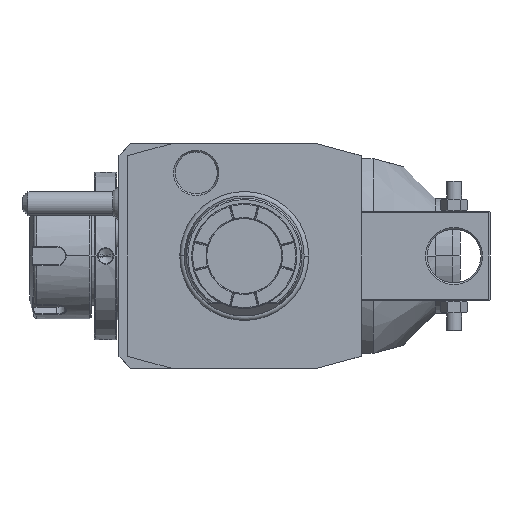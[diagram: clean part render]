
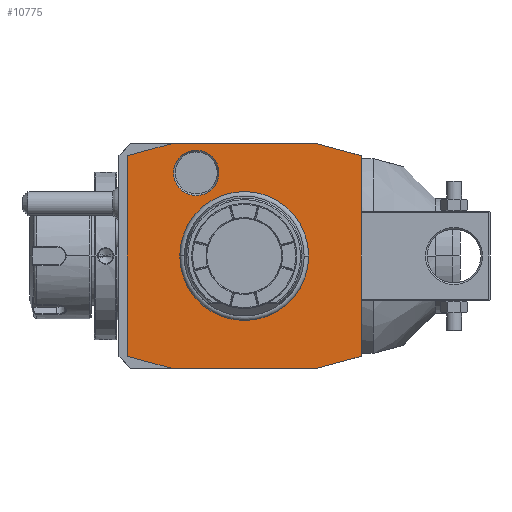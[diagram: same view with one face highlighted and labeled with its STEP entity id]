
A CAD part, front view. The second image highlights one B-rep face of the part: STEP entity #10775.
In plain terms, the highlighted planar face has unit normal (0, -1, 0).
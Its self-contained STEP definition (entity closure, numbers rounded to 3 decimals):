
#1=DIRECTION('',(-0.966,0.,0.259));
#2=VECTOR('',#1,15.529);
#3=CARTESIAN_POINT('',(39.,0.,33.481));
#4=LINE('',#3,#2);
#5=DIRECTION('',(0.,0.,1.));
#6=VECTOR('',#5,66.962);
#7=CARTESIAN_POINT('',(39.,0.,-33.481));
#8=LINE('',#7,#6);
#9=DIRECTION('',(0.966,0.,0.259));
#10=VECTOR('',#9,15.529);
#11=CARTESIAN_POINT('',(24.,0.,-37.5));
#12=LINE('',#11,#10);
#13=DIRECTION('',(1.,0.,0.));
#14=VECTOR('',#13,48.);
#15=CARTESIAN_POINT('',(-24.,0.,-37.5));
#16=LINE('',#15,#14);
#17=DIRECTION('',(0.966,0.,-0.259));
#18=VECTOR('',#17,15.529);
#19=CARTESIAN_POINT('',(-39.,0.,-33.481));
#20=LINE('',#19,#18);
#21=DIRECTION('',(0.,0.,-1.));
#22=VECTOR('',#21,66.962);
#23=CARTESIAN_POINT('',(-39.,0.,33.481));
#24=LINE('',#23,#22);
#25=DIRECTION('',(-0.966,0.,-0.259));
#26=VECTOR('',#25,15.529);
#27=CARTESIAN_POINT('',(-24.,0.,37.5));
#28=LINE('',#27,#26);
#29=DIRECTION('',(-1.,0.,0.));
#30=VECTOR('',#29,48.);
#31=CARTESIAN_POINT('',(24.,0.,37.5));
#32=LINE('',#31,#30);
#33=CARTESIAN_POINT('',(-16.,0.,27.713));
#34=DIRECTION('',(0.,1.,0.));
#35=DIRECTION('',(1.,0.,0.));
#36=AXIS2_PLACEMENT_3D('',#33,#34,#35);
#38=CARTESIAN_POINT('',(-16.,0.,27.713));
#39=DIRECTION('',(0.,1.,0.));
#40=DIRECTION('',(-1.,0.,0.));
#41=AXIS2_PLACEMENT_3D('',#38,#39,#40);
#7412=CARTESIAN_POINT('',(0.,0.,0.));
#7413=DIRECTION('',(0.,1.,0.));
#7414=DIRECTION('',(-1.,0.,0.));
#7415=AXIS2_PLACEMENT_3D('',#7412,#7413,#7414);
#7417=CARTESIAN_POINT('',(0.,0.,0.));
#7418=DIRECTION('',(0.,1.,0.));
#7419=DIRECTION('',(1.,0.,0.));
#7420=AXIS2_PLACEMENT_3D('',#7417,#7418,#7419);
#9667=CARTESIAN_POINT('',(-8.423,0.,27.713));
#9668=CARTESIAN_POINT('',(-23.577,0.,27.713));
#9669=VERTEX_POINT('',#9667);
#9670=VERTEX_POINT('',#9668);
#10553=CARTESIAN_POINT('',(39.,0.,33.481));
#10554=CARTESIAN_POINT('',(24.,0.,37.5));
#10555=VERTEX_POINT('',#10553);
#10556=VERTEX_POINT('',#10554);
#10557=CARTESIAN_POINT('',(-24.,0.,37.5));
#10558=VERTEX_POINT('',#10557);
#10559=CARTESIAN_POINT('',(-39.,0.,33.481));
#10560=VERTEX_POINT('',#10559);
#10561=CARTESIAN_POINT('',(-39.,0.,-33.481));
#10562=VERTEX_POINT('',#10561);
#10563=CARTESIAN_POINT('',(-24.,0.,-37.5));
#10564=VERTEX_POINT('',#10563);
#10565=CARTESIAN_POINT('',(24.,0.,-37.5));
#10566=VERTEX_POINT('',#10565);
#10567=CARTESIAN_POINT('',(39.,0.,-33.481));
#10568=VERTEX_POINT('',#10567);
#10608=CARTESIAN_POINT('',(-21.137,0.,0.));
#10609=CARTESIAN_POINT('',(21.137,0.,0.));
#10610=VERTEX_POINT('',#10608);
#10611=VERTEX_POINT('',#10609);
#10740=CARTESIAN_POINT('',(0.,0.,0.));
#10741=DIRECTION('',(0.,-1.,0.));
#10742=DIRECTION('',(-1.,0.,0.));
#10743=AXIS2_PLACEMENT_3D('',#10740,#10741,#10742);
#10744=PLANE('',#10743);
#10746=ORIENTED_EDGE('',*,*,#10745,.F.);
#10748=ORIENTED_EDGE('',*,*,#10747,.F.);
#10750=ORIENTED_EDGE('',*,*,#10749,.F.);
#10752=ORIENTED_EDGE('',*,*,#10751,.F.);
#10754=ORIENTED_EDGE('',*,*,#10753,.F.);
#10756=ORIENTED_EDGE('',*,*,#10755,.F.);
#10758=ORIENTED_EDGE('',*,*,#10757,.F.);
#10760=ORIENTED_EDGE('',*,*,#10759,.F.);
#10761=EDGE_LOOP('',(#10746,#10748,#10750,#10752,#10754,#10756,#10758,#10760));
#10762=FACE_OUTER_BOUND('',#10761,.F.);
#10764=ORIENTED_EDGE('',*,*,#10763,.F.);
#10766=ORIENTED_EDGE('',*,*,#10765,.F.);
#10767=EDGE_LOOP('',(#10764,#10766));
#10768=FACE_BOUND('',#10767,.F.);
#10770=ORIENTED_EDGE('',*,*,#10769,.F.);
#10772=ORIENTED_EDGE('',*,*,#10771,.F.);
#10773=EDGE_LOOP('',(#10770,#10772));
#10774=FACE_BOUND('',#10773,.F.);
#37=CIRCLE('',#36,7.577);
#42=CIRCLE('',#41,7.577);
#7416=CIRCLE('',#7415,21.137);
#7421=CIRCLE('',#7420,21.137);
#10745=EDGE_CURVE('',#10555,#10556,#4,.T.);
#10747=EDGE_CURVE('',#10568,#10555,#8,.T.);
#10749=EDGE_CURVE('',#10566,#10568,#12,.T.);
#10751=EDGE_CURVE('',#10564,#10566,#16,.T.);
#10753=EDGE_CURVE('',#10562,#10564,#20,.T.);
#10755=EDGE_CURVE('',#10560,#10562,#24,.T.);
#10757=EDGE_CURVE('',#10558,#10560,#28,.T.);
#10759=EDGE_CURVE('',#10556,#10558,#32,.T.);
#10763=EDGE_CURVE('',#10610,#10611,#7416,.T.);
#10765=EDGE_CURVE('',#10611,#10610,#7421,.T.);
#10769=EDGE_CURVE('',#9669,#9670,#37,.T.);
#10771=EDGE_CURVE('',#9670,#9669,#42,.T.);
#10775=ADVANCED_FACE('',(#10762,#10768,#10774),#10744,.T.);
